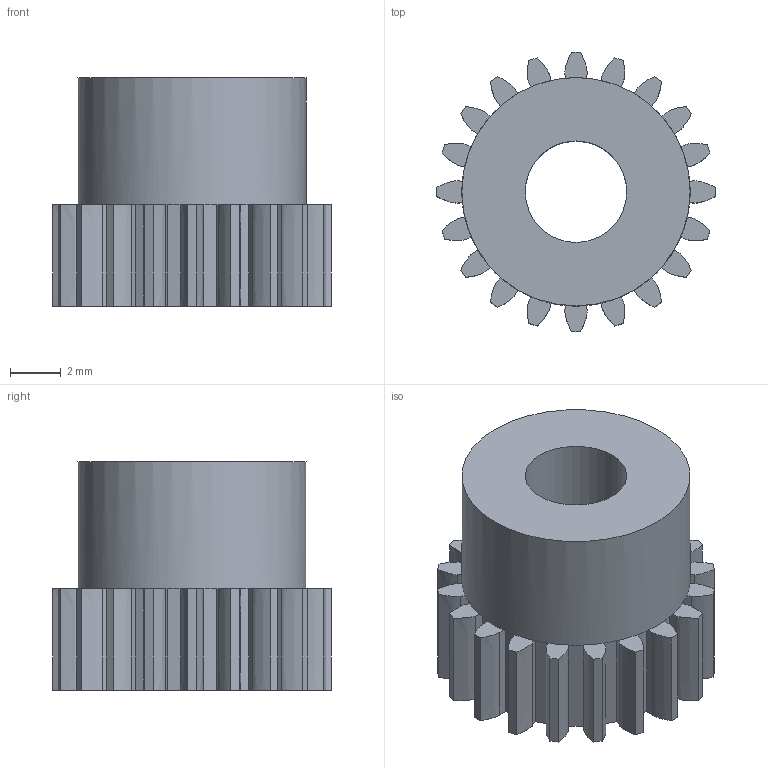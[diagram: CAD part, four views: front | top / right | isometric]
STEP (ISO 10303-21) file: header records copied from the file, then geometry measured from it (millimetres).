
FILE_DESCRIPTION(('FreeCAD Model'),'2;1');
FILE_NAME('Open CASCADE Shape Model','2022-11-28T02:49:25',(''),(''), 'Open CASCADE STEP processor 7.6','FreeCAD','Unknown');
FILE_SCHEMA(('AUTOMOTIVE_DESIGN { 1 0 10303 214 1 1 1 1 }'));
Length unit declared in the file: millimetre
Products named in the file (1): Body
Bounding box: 10.99 x 10.99 x 9 mm (x, y, z)
Volume: 511.2 mm3; surface area: 648.6 mm2
Topology: 1 solids, 1 shells, 164 faces, 446 edges, 284 vertices
Faces by surface type: extrusion 116, plane 46, cylinder 2
Full cylindrical faces by diameter (mm): 4 x1, 9 x1
Entity records: 11654 total; most frequent: CARTESIAN_POINT 3643, DIRECTION 1056, ORIENTED_EDGE 892, PCURVE 892, DEFINITIONAL_REPRESENTATION 892, VECTOR 826, LINE 710, B_SPLINE_CURVE_WITH_KNOTS 656
